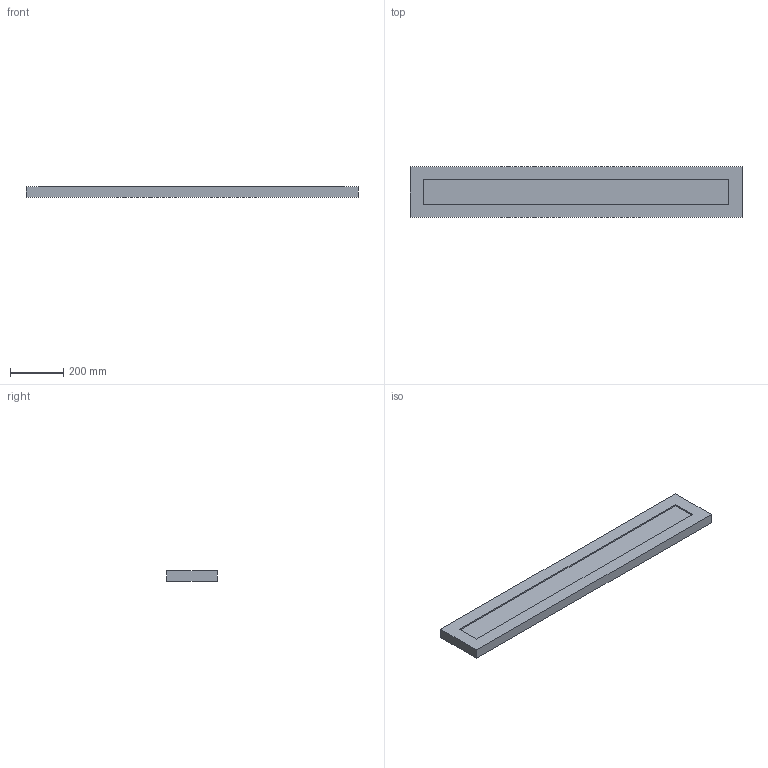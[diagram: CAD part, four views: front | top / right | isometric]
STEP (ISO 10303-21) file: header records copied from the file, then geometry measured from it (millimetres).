
FILE_DESCRIPTION (( 'STEP AP214' ), '1' );
FILE_NAME ('FLAME DR UNI LED 1200õ190 4000K.STEP', '2018-06-26T05:07:05', ( '' ), ( '' ), 'SwSTEP 2.0', 'SolidWorks 2013', '' );
FILE_SCHEMA (( 'AUTOMOTIVE_DESIGN' ));
Length unit declared in the file: millimetre
Products named in the file (1): FLAME DR UNI LED 1200õ190 4000K
Bounding box: 1242 x 190 x 38 mm (x, y, z)
Volume: 8453340 mm3; surface area: 593112 mm2
Topology: 1 solids, 1 shells, 11 faces, 24 edges, 16 vertices
Faces by surface type: plane 11
Entity records: 332 total; most frequent: CARTESIAN_POINT 52, DIRECTION 48, ORIENTED_EDGE 48, VECTOR 24, LINE 24, EDGE_CURVE 24, VERTEX_POINT 16, AXIS2_PLACEMENT_3D 12
